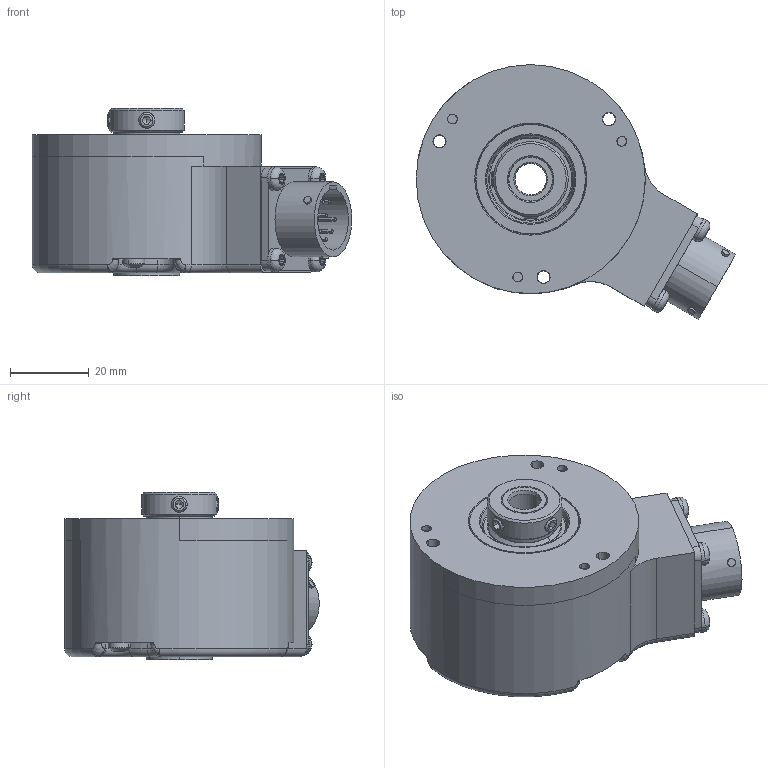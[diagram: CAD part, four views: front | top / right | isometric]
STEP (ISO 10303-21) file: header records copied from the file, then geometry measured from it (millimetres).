
FILE_DESCRIPTION((''),'2;1');
FILE_NAME('547092','2010-10-15T',('se2802'),(''),'PRO/ENGINEER BY PARAMETRIC TECHNOLOGY CORPORATION, 2010180','PRO/ENGINEER BY PARAMETRIC TECHNOLOGY CORPORATION, 2010180','');
FILE_SCHEMA(('CONFIG_CONTROL_DESIGN'));
Length unit declared in the file: millimetre
Products named in the file (1): 547092
Bounding box: 80.95 x 64.48 x 42.3 mm (x, y, z)
Volume: 102528.2 mm3; surface area: 18736.1 mm2
Topology: 1 solids, 3 shells, 462 faces, 1134 edges, 714 vertices
Faces by surface type: cylinder 219, plane 122, cone 48, torus 47, bspline 14, sphere 12
Entity records: 15944 total; most frequent: CARTESIAN_POINT 4617, DIRECTION 2605, ORIENTED_EDGE 2260, EDGE_CURVE 1130, AXIS2_PLACEMENT_3D 1111, VERTEX_POINT 714, CIRCLE 663, EDGE_LOOP 514
